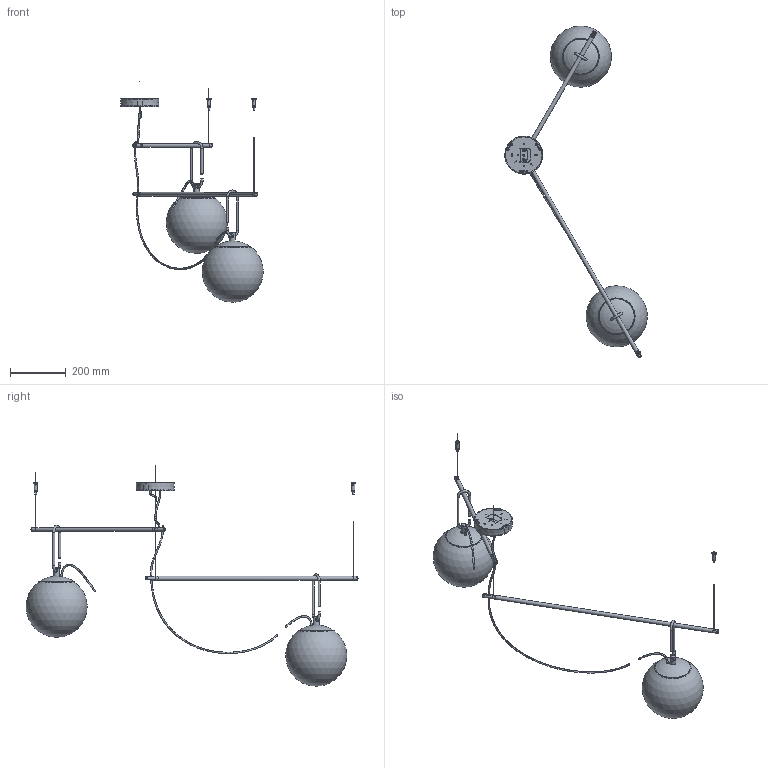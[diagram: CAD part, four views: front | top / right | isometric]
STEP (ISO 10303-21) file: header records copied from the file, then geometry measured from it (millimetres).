
FILE_DESCRIPTION(/* description */ (''),/* implementation_level */ '2;1');
FILE_NAME(/* name */ '128200_A.stp',/* time_stamp */ '2020-04-28T09:28:03+02:00',/* author */ (''),/* organization */ (''),/* preprocessor_version */ 'ST-DEVELOPER v15',/* originating_system */ 'SIEMENS PLM Software NX 9.0',/* authorisation */ '');
FILE_SCHEMA (('AUTOMOTIVE_DESIGN { 1 0 10303 214 3 1 1 1 }'));
Length unit declared in the file: millimetre
Products named in the file (1): corr26243472hji0
Bounding box: 511.6 x 1192.59 x 791.76 mm (x, y, z)
Volume: 1372104.4 mm3; surface area: 868922.3 mm2
Topology: 29 solids, 30 shells, 901 faces, 2477 edges, 1611 vertices
Faces by surface type: plane 345, cylinder 270, bspline 185, cone 54, torus 31, sphere 16
Full cylindrical faces by diameter (mm): 0.8 x2, 1 x1, 2 x8, 2.05 x4, 2.7 x4, 3 x2, 3.25 x2, 3.3 x1, 3.5 x4, 3.7 x8, 4 x2, 4.5 x4, 5.5 x2, 6 x2, 7.2 x4, 8 x6, 10 x2, 10.8 x4, 11 x2, 11.4 x2, 12 x4, 14 x6, 15 x2, 16 x2, 19.9 x2, 94 x2
Entity records: 49176 total; most frequent: CARTESIAN_POINT 29264, ORIENTED_EDGE 4294, DIRECTION 3276, EDGE_CURVE 2147, VERTEX_POINT 1496, AXIS2_PLACEMENT_3D 1243, EDGE_LOOP 1193, ADVANCED_FACE 898
